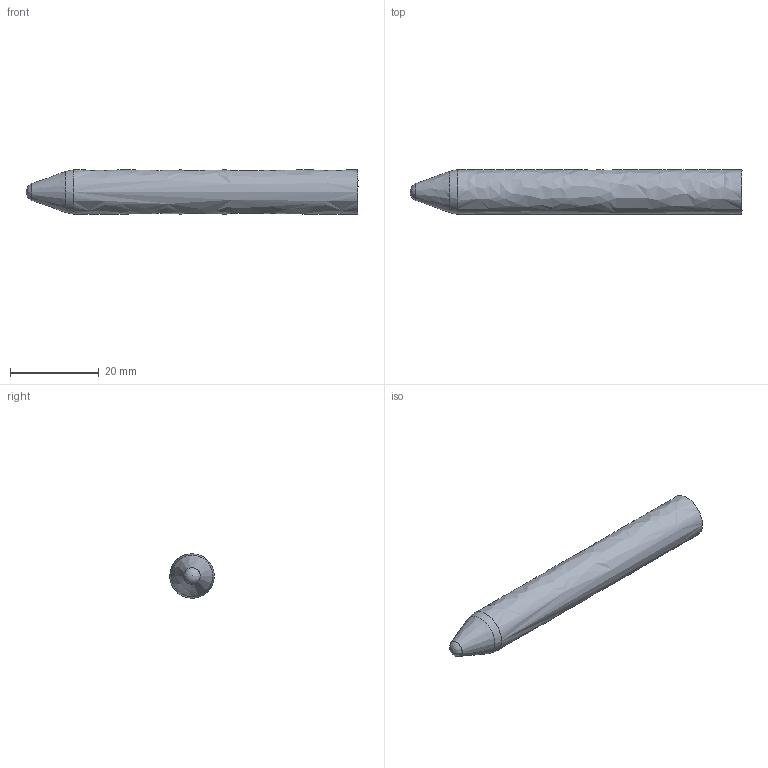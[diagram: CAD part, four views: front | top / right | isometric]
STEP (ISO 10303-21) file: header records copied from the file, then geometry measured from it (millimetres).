
FILE_DESCRIPTION ((), '1');
FILE_NAME ('FAXFA102025-AX1.STP', '2022-07-25T15:51:49', ('Unknown'), ('M.A. Ford Europe'), 'OneCNC-XR8 Mill 3D Expert', 'OneCNC-XR8 Mill 3D Expert', '');
FILE_SCHEMA (('CONFIG_CONTROL_DESIGN'));
Length unit declared in the file: millimetre
Bounding box: 75 x 10.01 x 10.01 mm (x, y, z)
Volume: 5475 mm3; surface area: 2340.2 mm2
Topology: 1 solids, 1 shells, 5 faces, 15 edges, 14 vertices
Faces by surface type: bspline 5
Entity records: 340 total; most frequent: CARTESIAN_POINT 188, ORIENTED_EDGE 18, EDGE_CURVE 9, PERSON 8, ORGANIZATION 8, PERSON_AND_ORGANIZATION 8, B_SPLINE_CURVE_WITH_KNOTS 6, VERTEX_POINT 6
